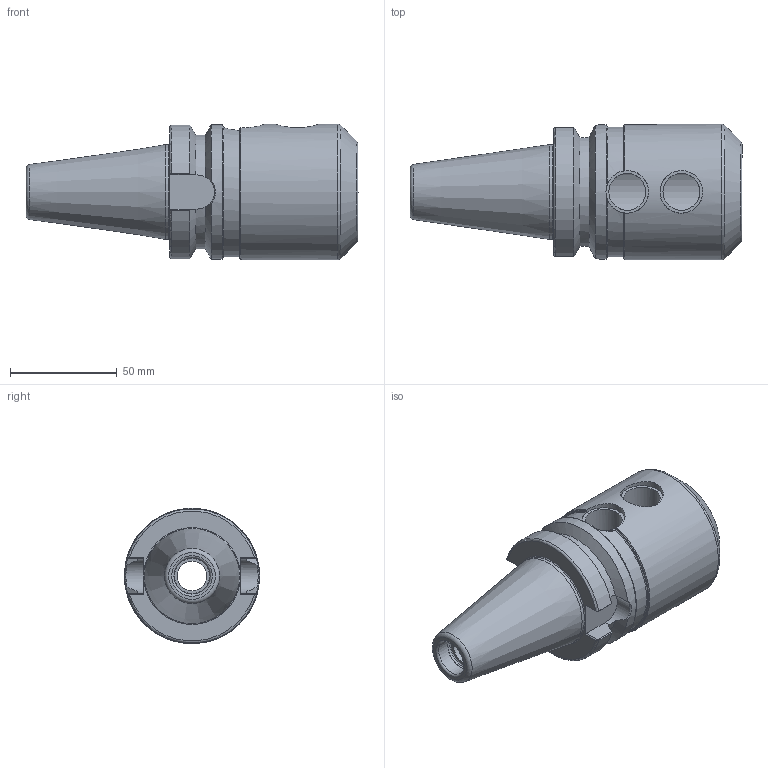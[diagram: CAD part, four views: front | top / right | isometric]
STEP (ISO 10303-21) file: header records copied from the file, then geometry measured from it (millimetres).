
FILE_DESCRIPTION(/* description */ (''),/* implementation_level */ '2;1');
FILE_NAME(/* name */ 'BT40-EM125-0356.stp',/* time_stamp */ '2019-07-22T15:19:08-05:00',/* author */ ('ldfli'),/* organization */ (''),/* preprocessor_version */ 'ST-DEVELOPER v18',/* originating_system */ 'Autodesk Inventor LT',/* authorisation */ '');
FILE_SCHEMA (('AUTOMOTIVE_DESIGN { 1 0 10303 214 3 1 1 }'));
Length unit declared in the file: millimetre
Products named in the file (1): BT40-EM125-0356
Bounding box: 155.82 x 63.5 x 63.5 mm (x, y, z)
Volume: 235784.6 mm3; surface area: 42884.4 mm2
Topology: 1 solids, 1 shells, 74 faces, 217 edges, 150 vertices
Faces by surface type: plane 26, cylinder 18, torus 13, bspline 10, cone 7
Full cylindrical faces by diameter (mm): 13.835 x1, 17 x1, 17.323 x2, 17.5 x1, 20 x2, 31.75 x1, 32.75 x1, 63 x1, 63.5 x1
Entity records: 3237 total; most frequent: CARTESIAN_POINT 1273, ORIENTED_EDGE 434, DIRECTION 372, EDGE_CURVE 217, AXIS2_PLACEMENT_3D 153, VERTEX_POINT 150, CIRCLE 88, EDGE_LOOP 85
